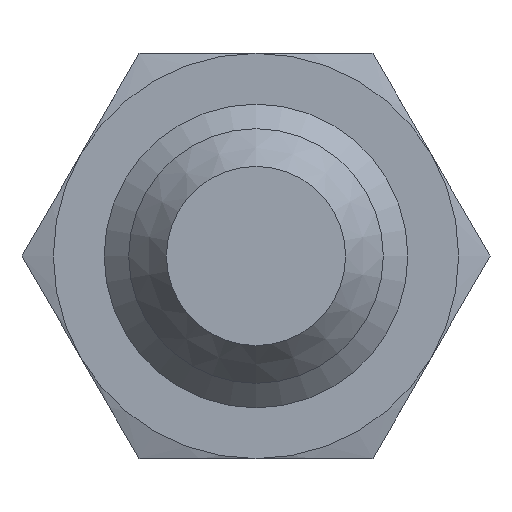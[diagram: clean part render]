
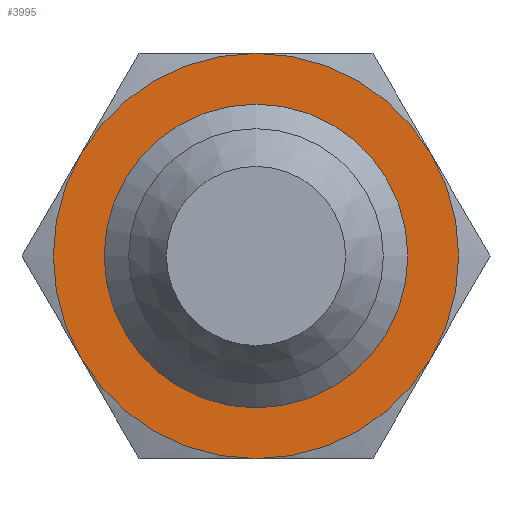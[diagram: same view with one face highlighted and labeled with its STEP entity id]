
A CAD part, left-side view. The second image highlights one B-rep face of the part: STEP entity #3995.
In plain terms, the highlighted planar face has unit normal (-1, 0, 0).
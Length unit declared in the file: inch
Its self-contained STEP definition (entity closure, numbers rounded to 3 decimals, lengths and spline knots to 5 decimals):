
#2904=CARTESIAN_POINT('',(0.0,0.,0.375));
#2905=VERTEX_POINT('',#2904);
#3371=CARTESIAN_POINT('',(0.0,0.,0.2395));
#3372=VERTEX_POINT('',#3371);
#3373=CARTESIAN_POINT('',(0.0,0.,0.));
#3374=DIRECTION('',(-1.0,0.0,0.0));
#3375=DIRECTION('',(0.0,0.0,-1.0));
#3376=AXIS2_PLACEMENT_3D('',#3373,#3374,#3375);
#3377=CIRCLE('',#3376,0.2395);
#3378=EDGE_CURVE('',#3372,#3372,#3377,.T.);
#3389=CARTESIAN_POINT('',(0.0,0.32476,0.1875));
#3390=VERTEX_POINT('',#3389);
#3404=CARTESIAN_POINT('',(0.0,0.0,0.0));
#3405=DIRECTION('',(-1.0,0.0,0.0));
#3406=DIRECTION('',(0.0,1.0,0.0));
#3407=AXIS2_PLACEMENT_3D('',#3404,#3405,#3406);
#3408=CIRCLE('',#3407,0.375);
#3409=EDGE_CURVE('',#2905,#3390,#3408,.T.);
#3419=CARTESIAN_POINT('',(0.0,-0.32476,0.1875));
#3420=VERTEX_POINT('',#3419);
#3435=CARTESIAN_POINT('',(0.0,0.0,0.0));
#3436=DIRECTION('',(-1.0,0.0,0.0));
#3437=DIRECTION('',(0.0,1.0,0.0));
#3438=AXIS2_PLACEMENT_3D('',#3435,#3436,#3437);
#3439=CIRCLE('',#3438,0.375);
#3440=EDGE_CURVE('',#3420,#2905,#3439,.T.);
#3452=CARTESIAN_POINT('',(0.0,-0.32476,-0.1875));
#3453=VERTEX_POINT('',#3452);
#3480=CARTESIAN_POINT('',(0.0,0.0,0.0));
#3481=DIRECTION('',(-1.0,0.0,0.0));
#3482=DIRECTION('',(0.0,1.0,0.0));
#3483=AXIS2_PLACEMENT_3D('',#3480,#3481,#3482);
#3484=CIRCLE('',#3483,0.375);
#3485=EDGE_CURVE('',#3453,#3420,#3484,.T.);
#3510=CARTESIAN_POINT('',(0.0,0.0,-0.375));
#3511=VERTEX_POINT('',#3510);
#3512=CARTESIAN_POINT('',(0.0,0.0,0.0));
#3513=DIRECTION('',(-1.0,0.0,0.0));
#3514=DIRECTION('',(0.0,1.0,0.0));
#3515=AXIS2_PLACEMENT_3D('',#3512,#3513,#3514);
#3516=CIRCLE('',#3515,0.375);
#3517=EDGE_CURVE('',#3511,#3453,#3516,.T.);
#3555=CARTESIAN_POINT('',(0.0,0.32476,-0.1875));
#3556=VERTEX_POINT('',#3555);
#3557=CARTESIAN_POINT('',(0.0,0.0,0.0));
#3558=DIRECTION('',(-1.0,0.0,0.0));
#3559=DIRECTION('',(0.0,1.0,0.0));
#3560=AXIS2_PLACEMENT_3D('',#3557,#3558,#3559);
#3561=CIRCLE('',#3560,0.375);
#3562=EDGE_CURVE('',#3556,#3511,#3561,.T.);
#3600=CARTESIAN_POINT('',(0.0,0.0,0.0));
#3601=DIRECTION('',(-1.0,0.0,0.0));
#3602=DIRECTION('',(0.0,1.0,0.0));
#3603=AXIS2_PLACEMENT_3D('',#3600,#3601,#3602);
#3604=CIRCLE('',#3603,0.375);
#3605=EDGE_CURVE('',#3390,#3556,#3604,.T.);
#3979=CARTESIAN_POINT('',(0.0,0.,0.));
#3980=DIRECTION('',(1.0,0.0,0.0));
#3981=DIRECTION('',(0.0,0.0,-1.0));
#3982=AXIS2_PLACEMENT_3D('',#3979,#3980,#3981);
#3983=PLANE('',#3982);
#3984=ORIENTED_EDGE('',*,*,#3605,.T.);
#3985=ORIENTED_EDGE('',*,*,#3562,.T.);
#3986=ORIENTED_EDGE('',*,*,#3517,.T.);
#3987=ORIENTED_EDGE('',*,*,#3485,.T.);
#3988=ORIENTED_EDGE('',*,*,#3440,.T.);
#3989=ORIENTED_EDGE('',*,*,#3409,.T.);
#3990=EDGE_LOOP('',(#3984,#3985,#3986,#3987,#3988,#3989));
#3991=FACE_OUTER_BOUND('',#3990,.T.);
#3992=ORIENTED_EDGE('',*,*,#3378,.F.);
#3993=EDGE_LOOP('',(#3992));
#3994=FACE_BOUND('',#3993,.T.);
#3995=ADVANCED_FACE('',(#3991,#3994),#3983,.F.);
